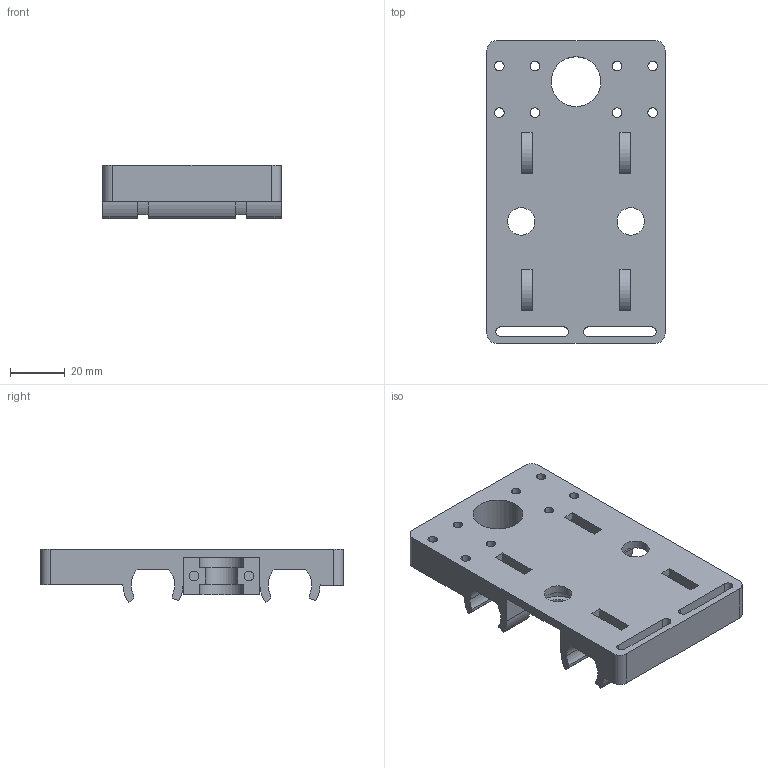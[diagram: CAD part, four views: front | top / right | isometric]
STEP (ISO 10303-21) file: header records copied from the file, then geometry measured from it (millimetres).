
FILE_DESCRIPTION (( 'STEP AP203' ), '1' );
FILE_NAME ('X-head_carriage.STEP', '2016-06-02T16:42:58', ( '' ), ( '' ), 'SwSTEP 2.0', 'SolidWorks 2015', '' );
FILE_SCHEMA (( 'CONFIG_CONTROL_DESIGN' ));
Length unit declared in the file: millimetre
Products named in the file (1): X-head_carriage
Bounding box: 65 x 110.5 x 19.64 mm (x, y, z)
Volume: 68850.1 mm3; surface area: 29549.1 mm2
Topology: 1 solids, 1 shells, 192 faces, 562 edges, 372 vertices
Faces by surface type: plane 99, cylinder 93
Entity records: 6601 total; most frequent: DIRECTION 1150, CARTESIAN_POINT 1127, ORIENTED_EDGE 1124, EDGE_CURVE 562, AXIS2_PLACEMENT_3D 395, VERTEX_POINT 372, VECTOR 360, LINE 360
